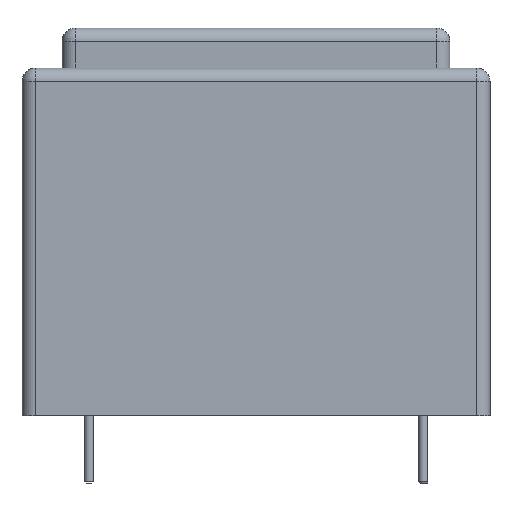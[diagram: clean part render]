
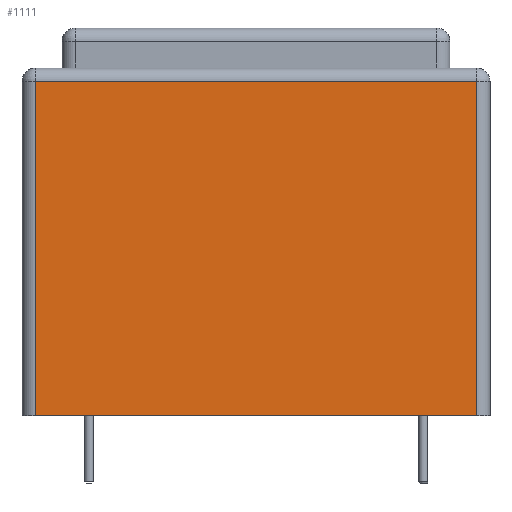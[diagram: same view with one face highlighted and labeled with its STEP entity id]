
A CAD part, left-side view. The second image highlights one B-rep face of the part: STEP entity #1111.
In plain terms, the highlighted planar face has unit normal (-1, 0, 0).
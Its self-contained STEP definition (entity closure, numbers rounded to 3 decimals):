
#13=DIRECTION('',(0.,0.,1.));
#60=DIRECTION('',(0.,1.,0.));
#617=DIRECTION('',(-1.,0.,0.));
#663=VECTOR('',#13,1.);
#686=VECTOR('',#60,1.);
#948=VERTEX_POINT('',#949);
#949=CARTESIAN_POINT('',(-11.,-4.,25.1));
#954=VERTEX_POINT('',#955);
#955=CARTESIAN_POINT('',(-11.,29.,25.1));
#959=EDGE_CURVE('',#948,#954,#960,.T.);
#960=LINE('',#949,#686);
#1111=ADVANCED_FACE('',(#1112),#1129,.T.);
#1112=FACE_BOUND('',#1113,.T.);
#1113=EDGE_LOOP('',(#1114,#1119,#1120,#1125));
#1114=ORIENTED_EDGE('',*,*,#1115,.T.);
#1115=EDGE_CURVE('',#1116,#948,#1118,.T.);
#1116=VERTEX_POINT('',#1117);
#1117=CARTESIAN_POINT('',(-11.,-4.,0.1));
#1118=LINE('',#1117,#663);
#1119=ORIENTED_EDGE('',*,*,#959,.T.);
#1120=ORIENTED_EDGE('',*,*,#1121,.F.);
#1121=EDGE_CURVE('',#1122,#954,#1124,.T.);
#1122=VERTEX_POINT('',#1123);
#1123=CARTESIAN_POINT('',(-11.,29.,0.1));
#1124=LINE('',#1123,#663);
#1125=ORIENTED_EDGE('',*,*,#1126,.F.);
#1126=EDGE_CURVE('',#1116,#1122,#1127,.T.);
#1127=LINE('',#1128,#686);
#1128=CARTESIAN_POINT('',(-11.,-5.,0.1));
#1129=PLANE('',#1130);
#1130=AXIS2_PLACEMENT_3D('',#1128,#617,#60);
